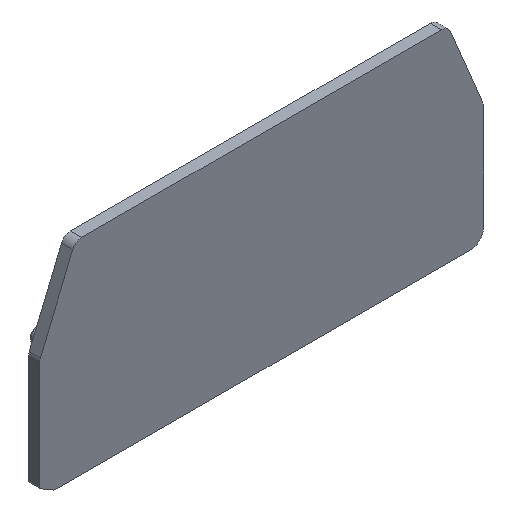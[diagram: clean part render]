
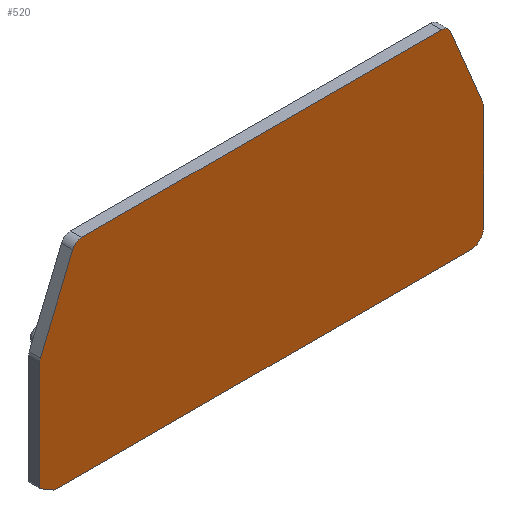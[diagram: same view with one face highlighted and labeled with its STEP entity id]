
A CAD part, isometric view. The second image highlights one B-rep face of the part: STEP entity #520.
In plain terms, the highlighted planar face has unit normal (0, -1, 0).
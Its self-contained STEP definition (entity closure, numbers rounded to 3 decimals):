
#28=LINE('',#894,#80);
#29=LINE('',#898,#81);
#30=LINE('',#902,#82);
#31=LINE('',#906,#83);
#32=LINE('',#910,#84);
#33=LINE('',#914,#85);
#34=LINE('',#918,#86);
#80=VECTOR('',#635,1000.);
#81=VECTOR('',#638,1000.);
#82=VECTOR('',#641,1000.);
#83=VECTOR('',#644,1000.);
#84=VECTOR('',#647,1000.);
#85=VECTOR('',#650,1000.);
#86=VECTOR('',#653,1000.);
#128=PLANE('',#565);
#165=ORIENTED_EDGE('',*,*,#305,.F.);
#166=ORIENTED_EDGE('',*,*,#306,.F.);
#167=ORIENTED_EDGE('',*,*,#307,.F.);
#168=ORIENTED_EDGE('',*,*,#308,.F.);
#169=ORIENTED_EDGE('',*,*,#309,.F.);
#170=ORIENTED_EDGE('',*,*,#310,.F.);
#171=ORIENTED_EDGE('',*,*,#311,.F.);
#172=ORIENTED_EDGE('',*,*,#312,.F.);
#173=ORIENTED_EDGE('',*,*,#313,.F.);
#174=ORIENTED_EDGE('',*,*,#314,.F.);
#175=ORIENTED_EDGE('',*,*,#315,.F.);
#176=ORIENTED_EDGE('',*,*,#316,.F.);
#177=ORIENTED_EDGE('',*,*,#317,.F.);
#178=ORIENTED_EDGE('',*,*,#318,.F.);
#305=EDGE_CURVE('',#377,#378,#417,.T.);
#306=EDGE_CURVE('',#379,#377,#28,.T.);
#307=EDGE_CURVE('',#380,#379,#418,.T.);
#308=EDGE_CURVE('',#381,#380,#29,.T.);
#309=EDGE_CURVE('',#382,#381,#419,.T.);
#310=EDGE_CURVE('',#383,#382,#30,.T.);
#311=EDGE_CURVE('',#384,#383,#420,.T.);
#312=EDGE_CURVE('',#385,#384,#31,.T.);
#313=EDGE_CURVE('',#386,#385,#421,.T.);
#314=EDGE_CURVE('',#387,#386,#32,.T.);
#315=EDGE_CURVE('',#388,#387,#422,.T.);
#316=EDGE_CURVE('',#389,#388,#33,.T.);
#317=EDGE_CURVE('',#390,#389,#423,.T.);
#318=EDGE_CURVE('',#378,#390,#34,.T.);
#377=VERTEX_POINT('',#892);
#378=VERTEX_POINT('',#893);
#379=VERTEX_POINT('',#895);
#380=VERTEX_POINT('',#897);
#381=VERTEX_POINT('',#899);
#382=VERTEX_POINT('',#901);
#383=VERTEX_POINT('',#903);
#384=VERTEX_POINT('',#905);
#385=VERTEX_POINT('',#907);
#386=VERTEX_POINT('',#909);
#387=VERTEX_POINT('',#911);
#388=VERTEX_POINT('',#913);
#389=VERTEX_POINT('',#915);
#390=VERTEX_POINT('',#917);
#417=CIRCLE('',#566,1.5);
#418=CIRCLE('',#567,1.5);
#419=CIRCLE('',#568,1.5);
#420=CIRCLE('',#569,1.5);
#421=CIRCLE('',#570,0.5);
#422=CIRCLE('',#571,0.5);
#423=CIRCLE('',#572,2.);
#443=EDGE_LOOP('',(#165,#166,#167,#168,#169,#170,#171,#172,#173,#174,#175,
#176,#177,#178));
#479=FACE_BOUND('',#443,.T.);
#520=ADVANCED_FACE('',(#479),#128,.F.);
#565=AXIS2_PLACEMENT_3D('',#890,#631,#632);
#566=AXIS2_PLACEMENT_3D('',#891,#633,#634);
#567=AXIS2_PLACEMENT_3D('',#896,#636,#637);
#568=AXIS2_PLACEMENT_3D('',#900,#639,#640);
#569=AXIS2_PLACEMENT_3D('',#904,#642,#643);
#570=AXIS2_PLACEMENT_3D('',#908,#645,#646);
#571=AXIS2_PLACEMENT_3D('',#912,#648,#649);
#572=AXIS2_PLACEMENT_3D('',#916,#651,#652);
#631=DIRECTION('',(0.,1.,0.));
#632=DIRECTION('',(0.,0.,1.));
#633=DIRECTION('',(0.,1.,0.));
#634=DIRECTION('',(0.,0.,1.));
#635=DIRECTION('',(0.384,0.,-0.923));
#636=DIRECTION('',(0.,1.,0.));
#637=DIRECTION('',(0.,0.,1.));
#638=DIRECTION('',(1.,0.,0.));
#639=DIRECTION('',(0.,1.,0.));
#640=DIRECTION('',(0.,0.,1.));
#641=DIRECTION('',(0.384,0.,0.923));
#642=DIRECTION('',(0.,1.,0.));
#643=DIRECTION('',(0.,0.,1.));
#644=DIRECTION('',(0.,0.,1.));
#645=DIRECTION('',(0.,1.,0.));
#646=DIRECTION('',(0.,0.,1.));
#647=DIRECTION('',(-0.866,0.,0.5));
#648=DIRECTION('',(0.,1.,0.));
#649=DIRECTION('',(0.,0.,1.));
#650=DIRECTION('',(-1.,0.,0.));
#651=DIRECTION('',(0.,1.,0.));
#652=DIRECTION('',(0.,0.,1.));
#653=DIRECTION('',(0.,0.,-1.));
#890=CARTESIAN_POINT('',(27.287,-1.7,19.725));
#891=CARTESIAN_POINT('',(32.2,-1.7,7.9));
#892=CARTESIAN_POINT('',(33.585,-1.7,8.475));
#893=CARTESIAN_POINT('',(33.7,-1.7,7.9));
#894=CARTESIAN_POINT('',(33.585,-1.7,8.475));
#895=CARTESIAN_POINT('',(28.672,-1.7,20.301));
#896=CARTESIAN_POINT('',(27.287,-1.7,19.725));
#897=CARTESIAN_POINT('',(27.287,-1.7,21.225));
#898=CARTESIAN_POINT('',(27.287,-1.7,21.225));
#899=CARTESIAN_POINT('',(-27.287,-1.7,21.225));
#900=CARTESIAN_POINT('',(-27.287,-1.7,19.725));
#901=CARTESIAN_POINT('',(-28.672,-1.7,20.301));
#902=CARTESIAN_POINT('',(-28.672,-1.7,20.301));
#903=CARTESIAN_POINT('',(-33.585,-1.7,8.475));
#904=CARTESIAN_POINT('',(-32.2,-1.7,7.9));
#905=CARTESIAN_POINT('',(-33.7,-1.7,7.9));
#906=CARTESIAN_POINT('',(-33.7,-1.7,7.9));
#907=CARTESIAN_POINT('',(-33.7,-1.7,-8.316));
#908=CARTESIAN_POINT('',(-33.2,-1.7,-8.316));
#909=CARTESIAN_POINT('',(-33.45,-1.7,-8.749));
#910=CARTESIAN_POINT('',(-33.45,-1.7,-8.749));
#911=CARTESIAN_POINT('',(-31.528,-1.7,-9.858));
#912=CARTESIAN_POINT('',(-31.278,-1.7,-9.425));
#913=CARTESIAN_POINT('',(-31.278,-1.7,-9.925));
#914=CARTESIAN_POINT('',(-31.278,-1.7,-9.925));
#915=CARTESIAN_POINT('',(31.7,-1.7,-9.925));
#916=CARTESIAN_POINT('',(31.7,-1.7,-7.925));
#917=CARTESIAN_POINT('',(33.7,-1.7,-7.925));
#918=CARTESIAN_POINT('',(33.7,-1.7,-7.925));
